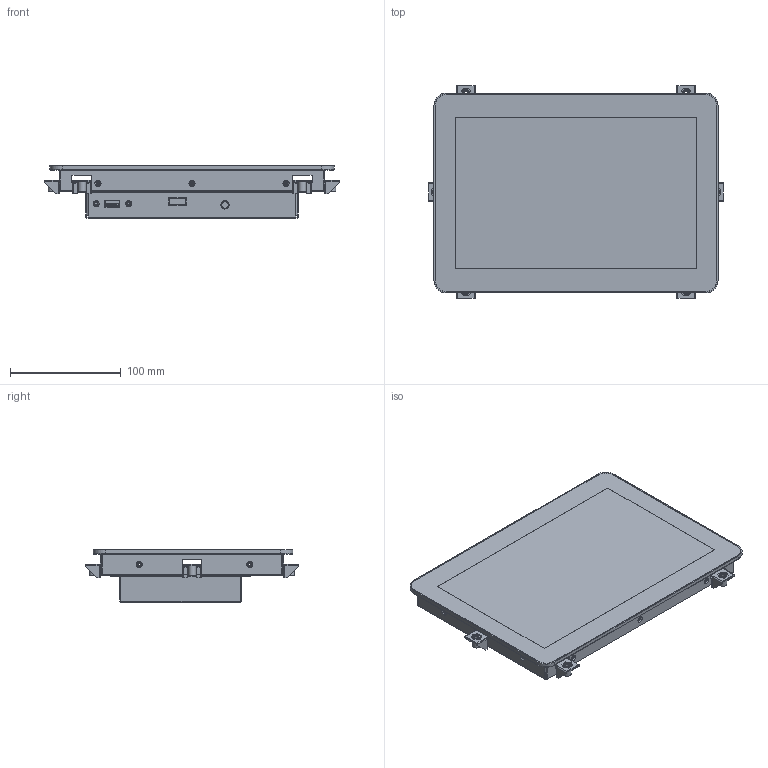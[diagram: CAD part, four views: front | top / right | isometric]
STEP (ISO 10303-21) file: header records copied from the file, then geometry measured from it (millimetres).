
FILE_DESCRIPTION (( 'STEP AP203' ), '1' );
FILE_NAME ('IDP31-101WP_assy_v2.STEP', '2024-06-07T02:05:02', ( '' ), ( '' ), 'SwSTEP 2.0', 'SolidWorks 2022', '' );
FILE_SCHEMA (( 'CONFIG_CONTROL_DESIGN' ));
Length unit declared in the file: millimetre
Products named in the file (1): IDP31-101WP_assy_v2
Bounding box: 266.28 x 192.28 x 47.3 mm (x, y, z)
Surface area: 360960.3 mm2 (no closed solid volume)
Topology: 0 solids, 45 shells, 2541 faces, 6743 edges, 4393 vertices
Faces by surface type: plane 1850, cylinder 419, bspline 138, cone 74, torus 58, sphere 2
Entity records: 84980 total; most frequent: CARTESIAN_POINT 21538, ORIENTED_EDGE 13446, DIRECTION 12411, EDGE_CURVE 6739, LINE 5323, VECTOR 5323, VERTEX_POINT 4391, AXIS2_PLACEMENT_3D 3544
